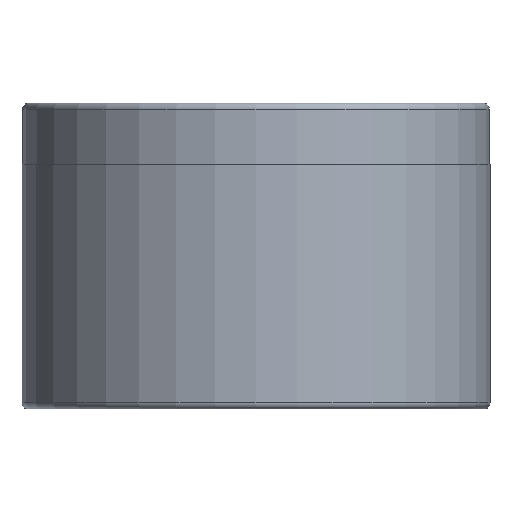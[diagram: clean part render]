
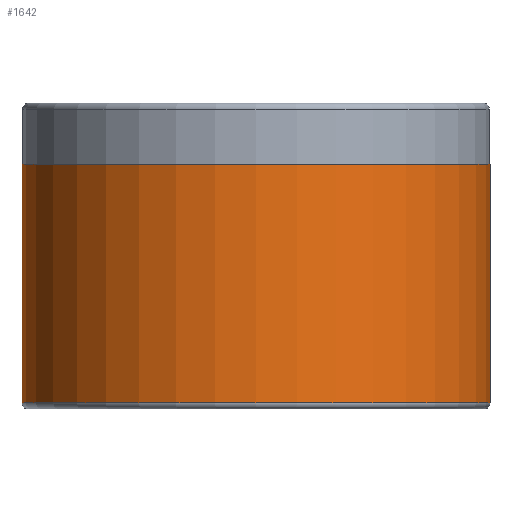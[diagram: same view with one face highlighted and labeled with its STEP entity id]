
A CAD part, front view. The second image highlights one B-rep face of the part: STEP entity #1642.
In plain terms, the highlighted cylindrical face has radius 7.65 mm (diameter 15.3 mm), a full revolution.
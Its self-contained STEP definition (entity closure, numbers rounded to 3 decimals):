
#310=CYLINDRICAL_SURFACE('',#1806,7.65);
#334=ORIENTED_EDGE('',*,*,#792,.T.);
#335=ORIENTED_EDGE('',*,*,#784,.T.);
#784=EDGE_CURVE('',#1013,#1013,#1181,.T.);
#792=EDGE_CURVE('',#1021,#1021,#1189,.F.);
#1013=VERTEX_POINT('',#2305);
#1021=VERTEX_POINT('',#2323);
#1181=CIRCLE('',#1797,7.65);
#1189=CIRCLE('',#1807,7.65);
#1233=EDGE_LOOP('',(#334));
#1234=EDGE_LOOP('',(#335));
#1404=FACE_BOUND('',#1233,.T.);
#1405=FACE_BOUND('',#1234,.T.);
#1642=ADVANCED_FACE('',(#1404,#1405),#310,.T.);
#1797=AXIS2_PLACEMENT_3D('',#2304,#1950,#1951);
#1806=AXIS2_PLACEMENT_3D('',#2321,#1968,#1969);
#1807=AXIS2_PLACEMENT_3D('',#2322,#1970,#1971);
#1950=DIRECTION('',(0.,0.,-1.));
#1951=DIRECTION('',(1.,0.,0.));
#1968=DIRECTION('',(0.,0.,-1.));
#1969=DIRECTION('',(-1.,0.,0.));
#1970=DIRECTION('',(0.,0.,-1.));
#1971=DIRECTION('',(-1.,0.,0.));
#2304=CARTESIAN_POINT('',(0.,0.,8.));
#2305=CARTESIAN_POINT('',(7.65,0.,8.));
#2321=CARTESIAN_POINT('',(0.,0.,8.));
#2322=CARTESIAN_POINT('',(0.,0.,0.2));
#2323=CARTESIAN_POINT('',(-7.65,0.,0.2));
